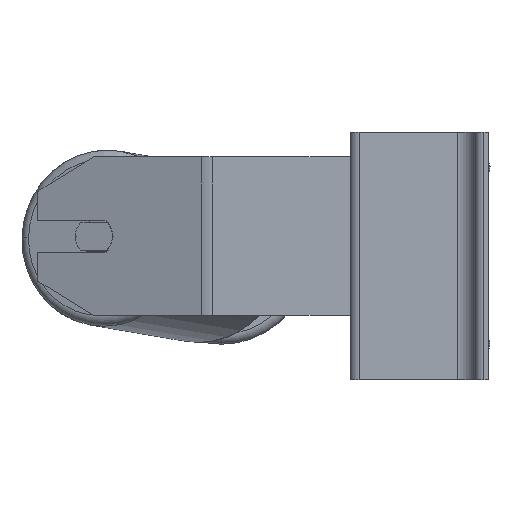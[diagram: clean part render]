
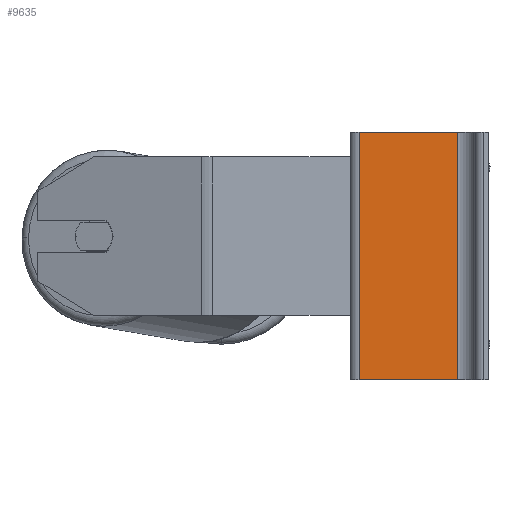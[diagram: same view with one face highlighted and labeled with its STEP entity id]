
A CAD part, left-side view. The second image highlights one B-rep face of the part: STEP entity #9635.
In plain terms, the highlighted planar face has unit normal (-1, 0, 0).
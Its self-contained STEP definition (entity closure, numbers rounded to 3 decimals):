
#330 = EDGE_LOOP ( 'NONE', ( #5086, #2509, #9171, #7461 ) ) ;
#521 = DIRECTION ( 'NONE',  ( 0., 0., -1. ) ) ;
#794 = VECTOR ( 'NONE', #8249, 1000. ) ;
#1322 = LINE ( 'NONE', #9501, #2556 ) ;
#1752 = DIRECTION ( 'NONE',  ( 1., 0., 0. ) ) ;
#2011 = VECTOR ( 'NONE', #5301, 1000. ) ;
#2023 = DIRECTION ( 'NONE',  ( 0., -1., 0. ) ) ;
#2242 = CARTESIAN_POINT ( 'NONE',  ( -287., 13.5, -62.5 ) ) ;
#2385 = AXIS2_PLACEMENT_3D ( 'NONE', #9038, #1752, #4991 ) ;
#2509 = ORIENTED_EDGE ( 'NONE', *, *, #9921, .F. ) ;
#2556 = VECTOR ( 'NONE', #521, 1000. ) ;
#2787 = CARTESIAN_POINT ( 'NONE',  ( -287., 13.5, 62.5 ) ) ;
#3662 = CARTESIAN_POINT ( 'NONE',  ( -287., 13.5, -62.5 ) ) ;
#4091 = EDGE_CURVE ( 'NONE', #7176, #7223, #8893, .T. ) ;
#4778 = PLANE ( 'NONE',  #2385 ) ;
#4840 = CARTESIAN_POINT ( 'NONE',  ( -287., 13.5, 62.5 ) ) ;
#4916 = VECTOR ( 'NONE', #2023, 1000. ) ;
#4991 = DIRECTION ( 'NONE',  ( 0., 1., 0. ) ) ;
#5086 = ORIENTED_EDGE ( 'NONE', *, *, #8404, .T. ) ;
#5301 = DIRECTION ( 'NONE',  ( 0., -1., 0. ) ) ;
#5488 = CARTESIAN_POINT ( 'NONE',  ( -287., 13.5, 62.5 ) ) ;
#6566 = CARTESIAN_POINT ( 'NONE',  ( -287., -36., -62.5 ) ) ;
#6785 = LINE ( 'NONE', #2787, #2011 ) ;
#7176 = VERTEX_POINT ( 'NONE', #5488 ) ;
#7223 = VERTEX_POINT ( 'NONE', #2242 ) ;
#7461 = ORIENTED_EDGE ( 'NONE', *, *, #4091, .T. ) ;
#7657 = LINE ( 'NONE', #3662, #4916 ) ;
#7807 = EDGE_CURVE ( 'NONE', #7176, #9771, #6785, .T. ) ;
#8075 = FACE_OUTER_BOUND ( 'NONE', #330, .T. ) ;
#8249 = DIRECTION ( 'NONE',  ( 0., 0., -1. ) ) ;
#8404 = EDGE_CURVE ( 'NONE', #7223, #8792, #7657, .T. ) ;
#8792 = VERTEX_POINT ( 'NONE', #6566 ) ;
#8893 = LINE ( 'NONE', #4840, #794 ) ;
#9038 = CARTESIAN_POINT ( 'NONE',  ( -287., 13.5, 62.5 ) ) ;
#9171 = ORIENTED_EDGE ( 'NONE', *, *, #7807, .F. ) ;
#9233 = CARTESIAN_POINT ( 'NONE',  ( -287., -36., 62.5 ) ) ;
#9501 = CARTESIAN_POINT ( 'NONE',  ( -287., -36., 62.5 ) ) ;
#9635 = ADVANCED_FACE ( 'NONE', ( #8075 ), #4778, .F. ) ;
#9771 = VERTEX_POINT ( 'NONE', #9233 ) ;
#9921 = EDGE_CURVE ( 'NONE', #9771, #8792, #1322, .T. ) ;
